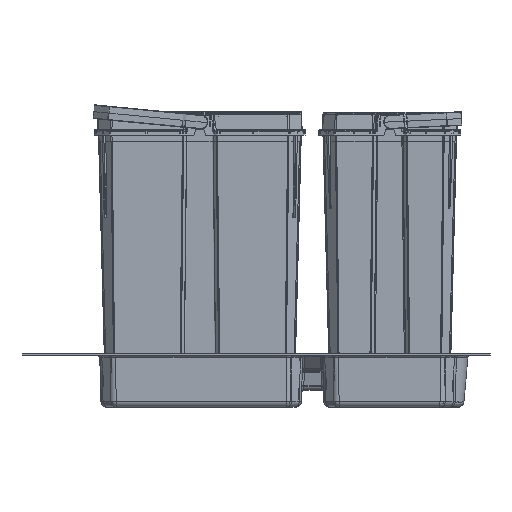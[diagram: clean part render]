
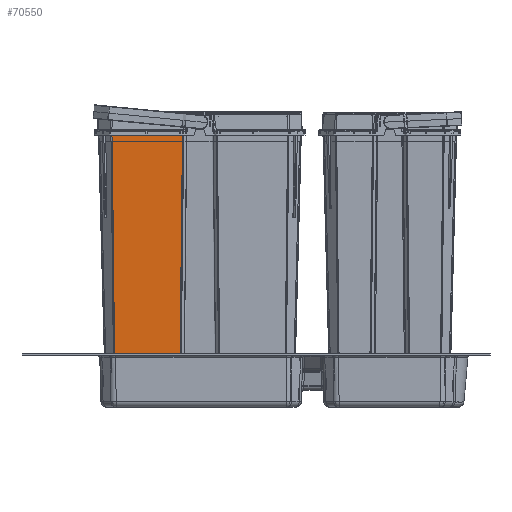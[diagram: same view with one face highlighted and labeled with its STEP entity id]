
A CAD part, left-side view. The second image highlights one B-rep face of the part: STEP entity #70550.
In plain terms, the highlighted planar face has unit normal (-1, 0, -0.026).
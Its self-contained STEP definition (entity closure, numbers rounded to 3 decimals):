
#12700=FACE_OUTER_BOUND('',#16858,.T.);
#16858=EDGE_LOOP('',(#61172,#61173,#61174,#61175,#61176,#61177,#61178,#61179,
#61180,#61181,#61182,#61183,#61184));
#20990=LINE('',#139049,#26449);
#21132=LINE('',#139664,#26591);
#21148=LINE('',#139775,#26607);
#21373=LINE('',#141009,#26832);
#21375=LINE('',#141023,#26834);
#21428=LINE('',#141541,#26887);
#21646=LINE('',#142114,#27105);
#21651=LINE('',#142122,#27110);
#21654=LINE('',#142128,#27113);
#21659=LINE('',#142136,#27118);
#21662=LINE('',#142142,#27121);
#22011=LINE('',#142804,#27470);
#22012=LINE('',#142805,#27471);
#26449=VECTOR('',#91095,1000.);
#26591=VECTOR('',#91647,1000.);
#26607=VECTOR('',#91717,1000.);
#26832=VECTOR('',#92478,1000.);
#26834=VECTOR('',#92492,1000.);
#26887=VECTOR('',#92665,1000.);
#27105=VECTOR('',#93147,1000.);
#27110=VECTOR('',#93154,1000.);
#27113=VECTOR('',#93159,1000.);
#27118=VECTOR('',#93166,1000.);
#27121=VECTOR('',#93171,1000.);
#27470=VECTOR('',#93892,1000.);
#27471=VECTOR('',#93893,1000.);
#32742=VERTEX_POINT('',#139045);
#32744=VERTEX_POINT('',#139048);
#33010=VERTEX_POINT('',#139660);
#33012=VERTEX_POINT('',#139663);
#33035=VERTEX_POINT('',#139767);
#33036=VERTEX_POINT('',#139772);
#33300=VERTEX_POINT('',#141002);
#33304=VERTEX_POINT('',#141014);
#33307=VERTEX_POINT('',#141022);
#33478=VERTEX_POINT('',#142121);
#33480=VERTEX_POINT('',#142127);
#33482=VERTEX_POINT('',#142135);
#33484=VERTEX_POINT('',#142141);
#41583=EDGE_CURVE('',#32744,#32742,#20990,.T.);
#41859=EDGE_CURVE('',#33012,#33010,#21132,.T.);
#41894=EDGE_CURVE('',#33035,#33036,#21148,.T.);
#42291=EDGE_CURVE('',#33300,#33035,#21373,.T.);
#42297=EDGE_CURVE('',#33307,#33304,#21375,.T.);
#42384=EDGE_CURVE('',#33304,#33300,#21428,.T.);
#42658=EDGE_CURVE('',#33307,#33010,#21646,.T.);
#42663=EDGE_CURVE('',#33478,#33012,#21651,.T.);
#42666=EDGE_CURVE('',#33480,#32742,#21654,.T.);
#42671=EDGE_CURVE('',#33482,#32744,#21659,.T.);
#42674=EDGE_CURVE('',#33484,#33036,#21662,.T.);
#43051=EDGE_CURVE('',#33478,#33480,#22011,.T.);
#43052=EDGE_CURVE('',#33482,#33484,#22012,.T.);
#61172=ORIENTED_EDGE('',*,*,#42663,.T.);
#61173=ORIENTED_EDGE('',*,*,#41859,.T.);
#61174=ORIENTED_EDGE('',*,*,#42658,.F.);
#61175=ORIENTED_EDGE('',*,*,#42297,.T.);
#61176=ORIENTED_EDGE('',*,*,#42384,.T.);
#61177=ORIENTED_EDGE('',*,*,#42291,.T.);
#61178=ORIENTED_EDGE('',*,*,#41894,.T.);
#61179=ORIENTED_EDGE('',*,*,#42674,.F.);
#61180=ORIENTED_EDGE('',*,*,#43052,.F.);
#61181=ORIENTED_EDGE('',*,*,#42671,.T.);
#61182=ORIENTED_EDGE('',*,*,#41583,.T.);
#61183=ORIENTED_EDGE('',*,*,#42666,.F.);
#61184=ORIENTED_EDGE('',*,*,#43051,.F.);
#66988=PLANE('',#77252);
#70550=ADVANCED_FACE('',(#12700),#66988,.T.);
#77252=AXIS2_PLACEMENT_3D('',#142923,#94082,#94083);
#91095=DIRECTION('',(0.,1.,0.));
#91647=DIRECTION('',(0.,1.,0.));
#91717=DIRECTION('',(0.,1.,0.));
#92478=DIRECTION('',(-0.026,-0.011,1.));
#92492=DIRECTION('',(0.026,-0.011,-1.));
#92665=DIRECTION('',(0.,-1.,0.));
#93147=DIRECTION('',(-0.026,-0.017,1.));
#93154=DIRECTION('',(-0.026,0.026,0.999));
#93159=DIRECTION('',(-0.026,-0.026,0.999));
#93166=DIRECTION('',(-0.026,0.026,0.999));
#93171=DIRECTION('',(-0.026,-0.026,0.999));
#93892=DIRECTION('',(0.,-1.,0.));
#93893=DIRECTION('',(0.,-1.,0.));
#94082=DIRECTION('center_axis',(-1.,0.,-0.026));
#94083=DIRECTION('ref_axis',(-0.026,0.,1.));
#139045=CARTESIAN_POINT('',(-142.798,53.479,277.305));
#139048=CARTESIAN_POINT('',(-142.798,20.6,277.305));
#139049=CARTESIAN_POINT('',(-142.798,53.474,277.305));
#139660=CARTESIAN_POINT('',(-142.798,89.045,277.305));
#139663=CARTESIAN_POINT('',(-142.798,54.678,277.305));
#139664=CARTESIAN_POINT('',(-142.798,89.042,277.305));
#139767=CARTESIAN_POINT('',(-142.798,17.427,277.305));
#139772=CARTESIAN_POINT('',(-142.798,19.4,277.305));
#139775=CARTESIAN_POINT('',(-142.798,19.395,277.305));
#141002=CARTESIAN_POINT('',(-135.574,20.419,1.461));
#141009=CARTESIAN_POINT('',(-142.803,17.425,277.507));
#141014=CARTESIAN_POINT('',(-135.574,86.081,1.461));
#141022=CARTESIAN_POINT('',(-142.772,89.063,276.319));
#141023=CARTESIAN_POINT('',(-135.574,86.081,1.467));
#141541=CARTESIAN_POINT('',(-135.574,19.,1.461));
#142114=CARTESIAN_POINT('',(-137.534,92.562,76.286));
#142121=CARTESIAN_POINT('',(-142.698,54.578,273.5));
#142122=CARTESIAN_POINT('',(-137.479,49.36,74.206));
#142127=CARTESIAN_POINT('',(-142.698,53.578,273.5));
#142128=CARTESIAN_POINT('',(-137.527,58.749,76.04));
#142135=CARTESIAN_POINT('',(-142.698,20.5,273.5));
#142136=CARTESIAN_POINT('',(-137.503,15.305,75.097));
#142141=CARTESIAN_POINT('',(-142.698,19.5,273.5));
#142142=CARTESIAN_POINT('',(-137.504,24.694,75.149));
#142804=CARTESIAN_POINT('',(-142.698,19.,273.5));
#142805=CARTESIAN_POINT('',(-142.698,19.,273.5));
#142923=CARTESIAN_POINT('Origin',(-137.5,19.,75.));
